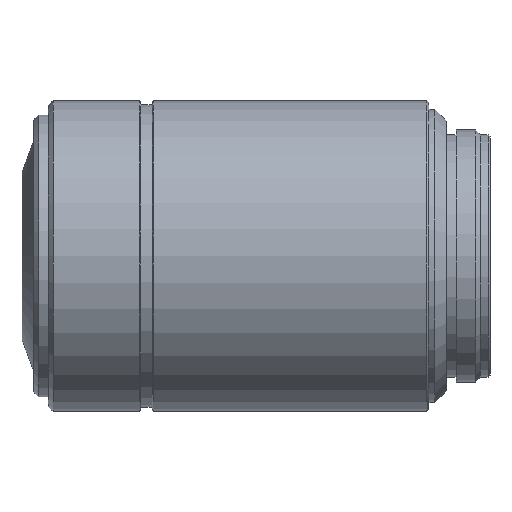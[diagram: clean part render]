
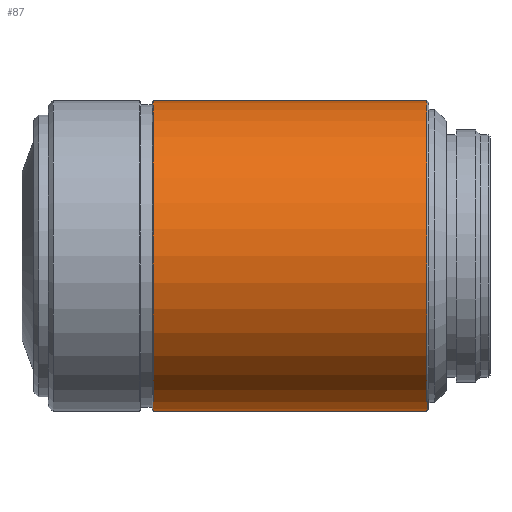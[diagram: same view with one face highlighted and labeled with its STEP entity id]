
A CAD part, top view. The second image highlights one B-rep face of the part: STEP entity #87.
In plain terms, the highlighted cylindrical face has radius 16 mm (diameter 32 mm), a partial arc.
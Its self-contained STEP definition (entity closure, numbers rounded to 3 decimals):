
#47 = CARTESIAN_POINT ( 'NONE',  ( 28.9, 16., 0. ) ) ;
#60 = VERTEX_POINT ( 'NONE', #806 ) ;
#84 = FACE_OUTER_BOUND ( 'NONE', #1129, .T. ) ;
#87 = ADVANCED_FACE ( 'NONE', ( #84 ), #1169, .T. ) ;
#101 = ORIENTED_EDGE ( 'NONE', *, *, #470, .T. ) ;
#106 = ORIENTED_EDGE ( 'NONE', *, *, #613, .F. ) ;
#126 = DIRECTION ( 'NONE',  ( 1., 0., 0. ) ) ;
#181 = CARTESIAN_POINT ( 'NONE',  ( 14.8, 16., 0. ) ) ;
#214 = DIRECTION ( 'NONE',  ( 1., 0., 0. ) ) ;
#230 = VERTEX_POINT ( 'NONE', #923 ) ;
#256 = AXIS2_PLACEMENT_3D ( 'NONE', #402, #214, #1125 ) ;
#275 = CIRCLE ( 'NONE', #1022, 16. ) ;
#320 = VERTEX_POINT ( 'NONE', #181 ) ;
#346 = DIRECTION ( 'NONE',  ( 0., -1., 0. ) ) ;
#402 = CARTESIAN_POINT ( 'NONE',  ( 14.8, 0., 0. ) ) ;
#414 = EDGE_CURVE ( 'NONE', #320, #60, #670, .T. ) ;
#425 = CIRCLE ( 'NONE', #256, 16. ) ;
#470 = EDGE_CURVE ( 'NONE', #320, #230, #425, .T. ) ;
#507 = CARTESIAN_POINT ( 'NONE',  ( 43., 0., 0. ) ) ;
#520 = VECTOR ( 'NONE', #126, 1000. ) ;
#531 = VERTEX_POINT ( 'NONE', #799 ) ;
#533 = CARTESIAN_POINT ( 'NONE',  ( 28.9, -16., 0. ) ) ;
#585 = AXIS2_PLACEMENT_3D ( 'NONE', #1174, #978, #346 ) ;
#613 = EDGE_CURVE ( 'NONE', #60, #531, #275, .T. ) ;
#670 = LINE ( 'NONE', #47, #520 ) ;
#674 = ORIENTED_EDGE ( 'NONE', *, *, #1155, .T. ) ;
#798 = VECTOR ( 'NONE', #984, 1000. ) ;
#799 = CARTESIAN_POINT ( 'NONE',  ( 43., -16., 0. ) ) ;
#806 = CARTESIAN_POINT ( 'NONE',  ( 43., 16., 0. ) ) ;
#877 = DIRECTION ( 'NONE',  ( 1., 0., 0. ) ) ;
#891 = LINE ( 'NONE', #533, #798 ) ;
#923 = CARTESIAN_POINT ( 'NONE',  ( 14.8, -16., 0. ) ) ;
#934 = ORIENTED_EDGE ( 'NONE', *, *, #414, .F. ) ;
#978 = DIRECTION ( 'NONE',  ( 1., 0., 0. ) ) ;
#984 = DIRECTION ( 'NONE',  ( 1., 0., 0. ) ) ;
#1022 = AXIS2_PLACEMENT_3D ( 'NONE', #507, #877, #1068 ) ;
#1068 = DIRECTION ( 'NONE',  ( 0., 1., 0. ) ) ;
#1125 = DIRECTION ( 'NONE',  ( 0., 1., 0. ) ) ;
#1129 = EDGE_LOOP ( 'NONE', ( #674, #106, #934, #101 ) ) ;
#1155 = EDGE_CURVE ( 'NONE', #230, #531, #891, .T. ) ;
#1169 = CYLINDRICAL_SURFACE ( 'NONE', #585, 16. ) ;
#1174 = CARTESIAN_POINT ( 'NONE',  ( 28.9, 0., 0. ) ) ;
